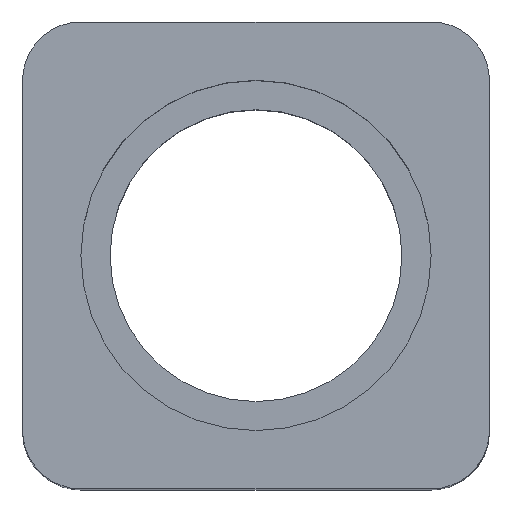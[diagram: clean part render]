
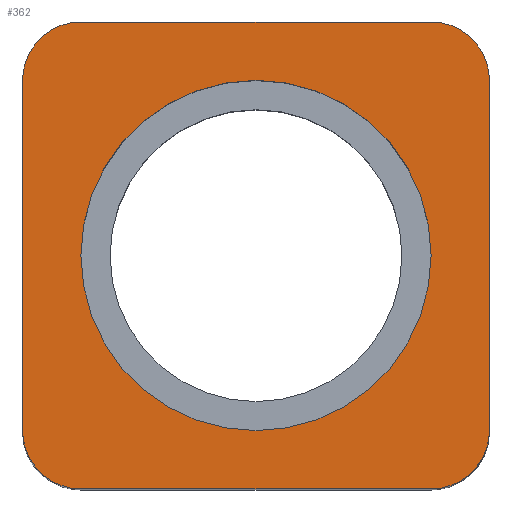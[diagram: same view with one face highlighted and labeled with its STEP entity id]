
A CAD part, top view. The second image highlights one B-rep face of the part: STEP entity #362.
In plain terms, the highlighted planar face has unit normal (0, 0, 1).
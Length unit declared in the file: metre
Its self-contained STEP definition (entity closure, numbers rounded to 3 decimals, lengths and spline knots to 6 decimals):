
#48=CIRCLE('',#405,0.006);
#49=CIRCLE('',#406,0.002);
#50=CIRCLE('',#407,0.002);
#51=CIRCLE('',#408,0.002);
#52=CIRCLE('',#409,0.002);
#86=ORIENTED_EDGE('',*,*,#179,.T.);
#87=ORIENTED_EDGE('',*,*,#161,.T.);
#88=ORIENTED_EDGE('',*,*,#180,.T.);
#89=ORIENTED_EDGE('',*,*,#164,.T.);
#90=ORIENTED_EDGE('',*,*,#181,.T.);
#91=ORIENTED_EDGE('',*,*,#169,.T.);
#92=ORIENTED_EDGE('',*,*,#182,.T.);
#93=ORIENTED_EDGE('',*,*,#177,.T.);
#94=ORIENTED_EDGE('',*,*,#183,.T.);
#161=EDGE_CURVE('',#208,#207,#240,.T.);
#164=EDGE_CURVE('',#210,#211,#242,.T.);
#169=EDGE_CURVE('',#215,#216,#246,.T.);
#177=EDGE_CURVE('',#224,#223,#252,.T.);
#179=EDGE_CURVE('',#225,#225,#48,.T.);
#180=EDGE_CURVE('',#207,#210,#49,.T.);
#181=EDGE_CURVE('',#211,#215,#50,.T.);
#182=EDGE_CURVE('',#216,#224,#51,.T.);
#183=EDGE_CURVE('',#223,#208,#52,.T.);
#207=VERTEX_POINT('',#553);
#208=VERTEX_POINT('',#555);
#210=VERTEX_POINT('',#561);
#211=VERTEX_POINT('',#562);
#215=VERTEX_POINT('',#572);
#216=VERTEX_POINT('',#573);
#223=VERTEX_POINT('',#588);
#224=VERTEX_POINT('',#590);
#225=VERTEX_POINT('',#594);
#240=LINE('',#554,#260);
#242=LINE('',#560,#262);
#246=LINE('',#571,#266);
#252=LINE('',#589,#272);
#260=VECTOR('',#449,1.);
#262=VECTOR('',#455,1.);
#266=VECTOR('',#463,1.);
#272=VECTOR('',#475,1.);
#283=EDGE_LOOP('',(#86));
#284=EDGE_LOOP('',(#87,#88,#89,#90,#91,#92,#93,#94));
#319=FACE_BOUND('',#283,.T.);
#320=FACE_BOUND('',#284,.T.);
#353=PLANE('',#404);
#362=ADVANCED_FACE('',(#319,#320),#353,.T.);
#404=AXIS2_PLACEMENT_3D('',#592,#477,#478);
#405=AXIS2_PLACEMENT_3D('',#593,#479,#480);
#406=AXIS2_PLACEMENT_3D('',#595,#481,#482);
#407=AXIS2_PLACEMENT_3D('',#596,#483,#484);
#408=AXIS2_PLACEMENT_3D('',#597,#485,#486);
#409=AXIS2_PLACEMENT_3D('',#598,#487,#488);
#449=DIRECTION('',(0.,-1.,0.));
#455=DIRECTION('',(1.,0.,0.));
#463=DIRECTION('',(0.,1.,0.));
#475=DIRECTION('',(-1.,0.,0.));
#477=DIRECTION('',(0.,0.,1.));
#478=DIRECTION('',(1.,0.,0.));
#479=DIRECTION('',(0.,0.,-1.));
#480=DIRECTION('',(-1.,0.,0.));
#481=DIRECTION('',(0.,0.,1.));
#482=DIRECTION('',(1.,0.,0.));
#483=DIRECTION('',(0.,0.,1.));
#484=DIRECTION('',(1.,0.,0.));
#485=DIRECTION('',(0.,0.,1.));
#486=DIRECTION('',(1.,0.,0.));
#487=DIRECTION('',(0.,0.,1.));
#488=DIRECTION('',(1.,0.,0.));
#553=CARTESIAN_POINT('',(-0.008,-0.006,0.027));
#554=CARTESIAN_POINT('',(-0.008,0.008,0.027));
#555=CARTESIAN_POINT('',(-0.008,0.006,0.027));
#560=CARTESIAN_POINT('',(-0.008,-0.008,0.027));
#561=CARTESIAN_POINT('',(-0.006,-0.008,0.027));
#562=CARTESIAN_POINT('',(0.006,-0.008,0.027));
#571=CARTESIAN_POINT('',(0.008,0.008,0.027));
#572=CARTESIAN_POINT('',(0.008,-0.006,0.027));
#573=CARTESIAN_POINT('',(0.008,0.006,0.027));
#588=CARTESIAN_POINT('',(-0.006,0.008,0.027));
#589=CARTESIAN_POINT('',(-0.008,0.008,0.027));
#590=CARTESIAN_POINT('',(0.006,0.008,0.027));
#592=CARTESIAN_POINT('',(0.,0.,0.027));
#593=CARTESIAN_POINT('',(0.,0.,0.027));
#594=CARTESIAN_POINT('',(-0.006,0.,0.027));
#595=CARTESIAN_POINT('',(-0.006,-0.006,0.027));
#596=CARTESIAN_POINT('',(0.006,-0.006,0.027));
#597=CARTESIAN_POINT('',(0.006,0.006,0.027));
#598=CARTESIAN_POINT('',(-0.006,0.006,0.027));
